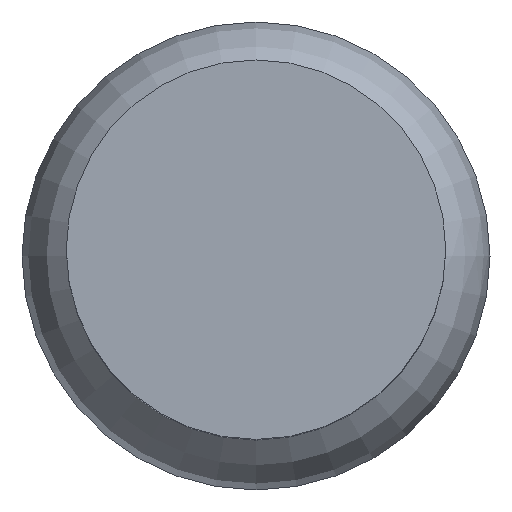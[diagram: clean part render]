
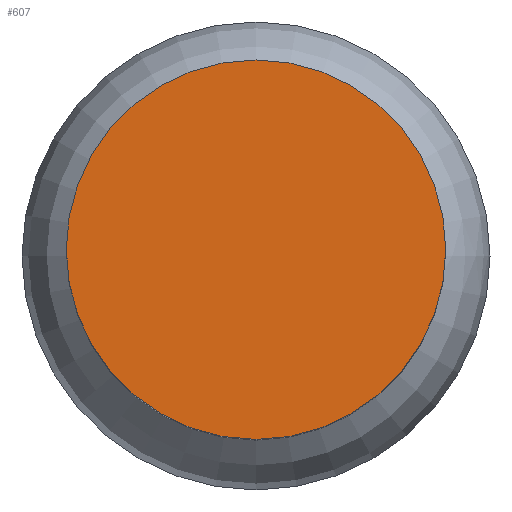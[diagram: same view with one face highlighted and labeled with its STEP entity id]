
A CAD part, top view. The second image highlights one B-rep face of the part: STEP entity #607.
In plain terms, the highlighted planar face has unit normal (0, 0, 1).
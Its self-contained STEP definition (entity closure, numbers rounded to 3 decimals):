
#523 = EDGE_CURVE('',#524,#524,#526,.T.);
#524 = VERTEX_POINT('',#525);
#525 = CARTESIAN_POINT('',(0.45,0.,16.55));
#526 = SURFACE_CURVE('',#527,(#532,#544),.PCURVE_S1.);
#527 = CIRCLE('',#528,0.45);
#528 = AXIS2_PLACEMENT_3D('',#529,#530,#531);
#529 = CARTESIAN_POINT('',(0.,0.,16.55));
#530 = DIRECTION('',(0.,0.,1.));
#531 = DIRECTION('',(1.,0.,0.));
#532 = PCURVE('',#533,#538);
#533 = CYLINDRICAL_SURFACE('',#534,0.45);
#534 = AXIS2_PLACEMENT_3D('',#535,#536,#537);
#535 = CARTESIAN_POINT('',(0.,0.,15.65));
#536 = DIRECTION('',(0.,0.,1.));
#537 = DIRECTION('',(1.,0.,0.));
#538 = DEFINITIONAL_REPRESENTATION('',(#539),#543);
#539 = LINE('',#540,#541);
#540 = CARTESIAN_POINT('',(0.,0.9));
#541 = VECTOR('',#542,1.);
#542 = DIRECTION('',(1.,0.));
#543 = ( GEOMETRIC_REPRESENTATION_CONTEXT(2) 
PARAMETRIC_REPRESENTATION_CONTEXT() REPRESENTATION_CONTEXT('2D SPACE',''
  ) );
#544 = PCURVE('',#545,#550);
#545 = PLANE('',#546);
#546 = AXIS2_PLACEMENT_3D('',#547,#548,#549);
#547 = CARTESIAN_POINT('',(0.,0.,16.55));
#548 = DIRECTION('',(0.,0.,1.));
#549 = DIRECTION('',(1.,0.,0.));
#550 = DEFINITIONAL_REPRESENTATION('',(#551),#555);
#551 = CIRCLE('',#552,0.45);
#552 = AXIS2_PLACEMENT_2D('',#553,#554);
#553 = CARTESIAN_POINT('',(0.,0.));
#554 = DIRECTION('',(1.,0.));
#555 = ( GEOMETRIC_REPRESENTATION_CONTEXT(2) 
PARAMETRIC_REPRESENTATION_CONTEXT() REPRESENTATION_CONTEXT('2D SPACE',''
  ) );
#607 = ADVANCED_FACE('',(#608),#545,.T.);
#608 = FACE_BOUND('',#609,.T.);
#609 = EDGE_LOOP('',(#610));
#610 = ORIENTED_EDGE('',*,*,#523,.T.);
